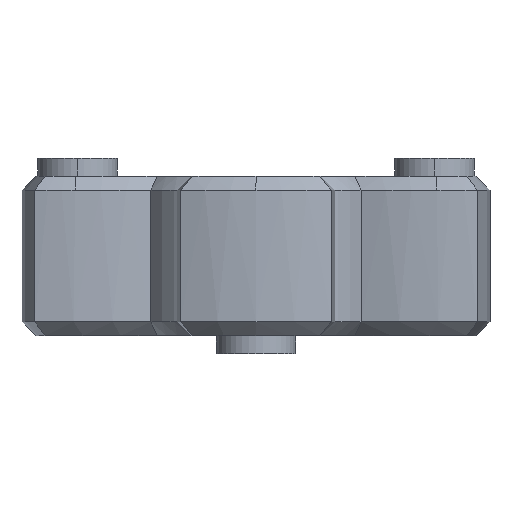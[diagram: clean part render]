
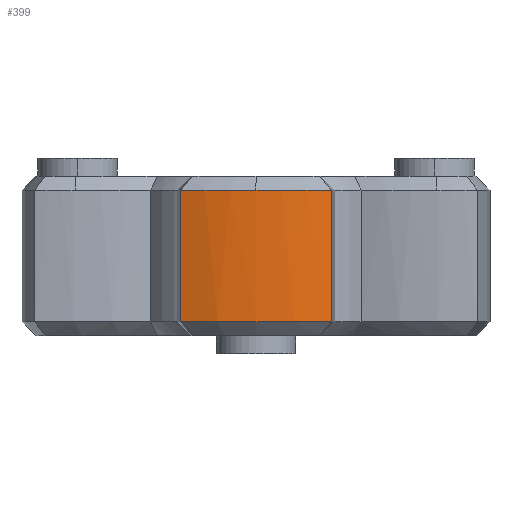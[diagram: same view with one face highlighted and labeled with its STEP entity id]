
A CAD part, left-side view. The second image highlights one B-rep face of the part: STEP entity #399.
In plain terms, the highlighted cylindrical face has radius 14.986 mm (diameter 29.972 mm), a partial arc.
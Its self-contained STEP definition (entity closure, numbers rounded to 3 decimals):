
#44 = DIRECTION ( 'NONE',  ( -1., 0., 0. ) ) ;
#107 = CIRCLE ( 'NONE', #1275, 14.986 ) ;
#110 = EDGE_LOOP ( 'NONE', ( #1890, #1115, #891, #820, #922 ) ) ;
#118 = DIRECTION ( 'NONE',  ( 1., 0., 0. ) ) ;
#141 = CARTESIAN_POINT ( 'NONE',  ( -14.179, -4.851, -4.216 ) ) ;
#324 = EDGE_CURVE ( 'NONE', #948, #998, #1167, .T. ) ;
#391 = VECTOR ( 'NONE', #1793, 1000. ) ;
#399 = ADVANCED_FACE ( 'NONE', ( #2049 ), #577, .T. ) ;
#416 = CARTESIAN_POINT ( 'NONE',  ( 0., 0., 4.216 ) ) ;
#565 = CARTESIAN_POINT ( 'NONE',  ( -14.179, -4.851, 4.216 ) ) ;
#573 = DIRECTION ( 'NONE',  ( 0., 0., -1. ) ) ;
#577 = CYLINDRICAL_SURFACE ( 'NONE', #1590, 14.986 ) ;
#679 = DIRECTION ( 'NONE',  ( 0., 0., 1. ) ) ;
#710 = CIRCLE ( 'NONE', #2132, 14.986 ) ;
#713 = EDGE_CURVE ( 'NONE', #1422, #1685, #107, .T. ) ;
#820 = ORIENTED_EDGE ( 'NONE', *, *, #1709, .F. ) ;
#891 = ORIENTED_EDGE ( 'NONE', *, *, #713, .T. ) ;
#922 = ORIENTED_EDGE ( 'NONE', *, *, #324, .T. ) ;
#948 = VERTEX_POINT ( 'NONE', #1752 ) ;
#954 = CARTESIAN_POINT ( 'NONE',  ( -14.179, 4.851, 4.216 ) ) ;
#979 = VECTOR ( 'NONE', #1475, 1000. ) ;
#998 = VERTEX_POINT ( 'NONE', #141 ) ;
#1005 = CARTESIAN_POINT ( 'NONE',  ( 0., 0., -4.216 ) ) ;
#1085 = CARTESIAN_POINT ( 'NONE',  ( 0., 0., 4.216 ) ) ;
#1115 = ORIENTED_EDGE ( 'NONE', *, *, #1251, .T. ) ;
#1167 = CIRCLE ( 'NONE', #1345, 14.986 ) ;
#1232 = DIRECTION ( 'NONE',  ( 1., 0., 0. ) ) ;
#1251 = EDGE_CURVE ( 'NONE', #1480, #1422, #710, .T. ) ;
#1264 = CARTESIAN_POINT ( 'NONE',  ( 0., 0., -5.105 ) ) ;
#1275 = AXIS2_PLACEMENT_3D ( 'NONE', #416, #573, #1732 ) ;
#1303 = LINE ( 'NONE', #1804, #979 ) ;
#1345 = AXIS2_PLACEMENT_3D ( 'NONE', #1005, #679, #44 ) ;
#1402 = DIRECTION ( 'NONE',  ( 0., 0., -1. ) ) ;
#1422 = VERTEX_POINT ( 'NONE', #1545 ) ;
#1475 = DIRECTION ( 'NONE',  ( 0., 0., 1. ) ) ;
#1480 = VERTEX_POINT ( 'NONE', #565 ) ;
#1489 = CARTESIAN_POINT ( 'NONE',  ( -14.179, 4.851, -5.105 ) ) ;
#1545 = CARTESIAN_POINT ( 'NONE',  ( -14.986, 0., 4.216 ) ) ;
#1590 = AXIS2_PLACEMENT_3D ( 'NONE', #1264, #2071, #1232 ) ;
#1685 = VERTEX_POINT ( 'NONE', #954 ) ;
#1709 = EDGE_CURVE ( 'NONE', #948, #1685, #1981, .T. ) ;
#1732 = DIRECTION ( 'NONE',  ( 1., 0., 0. ) ) ;
#1752 = CARTESIAN_POINT ( 'NONE',  ( -14.179, 4.851, -4.216 ) ) ;
#1793 = DIRECTION ( 'NONE',  ( 0., 0., 1. ) ) ;
#1804 = CARTESIAN_POINT ( 'NONE',  ( -14.179, -4.851, -5.105 ) ) ;
#1890 = ORIENTED_EDGE ( 'NONE', *, *, #1955, .T. ) ;
#1955 = EDGE_CURVE ( 'NONE', #998, #1480, #1303, .T. ) ;
#1981 = LINE ( 'NONE', #1489, #391 ) ;
#2049 = FACE_OUTER_BOUND ( 'NONE', #110, .T. ) ;
#2071 = DIRECTION ( 'NONE',  ( 0., 0., 1. ) ) ;
#2132 = AXIS2_PLACEMENT_3D ( 'NONE', #1085, #1402, #118 ) ;
